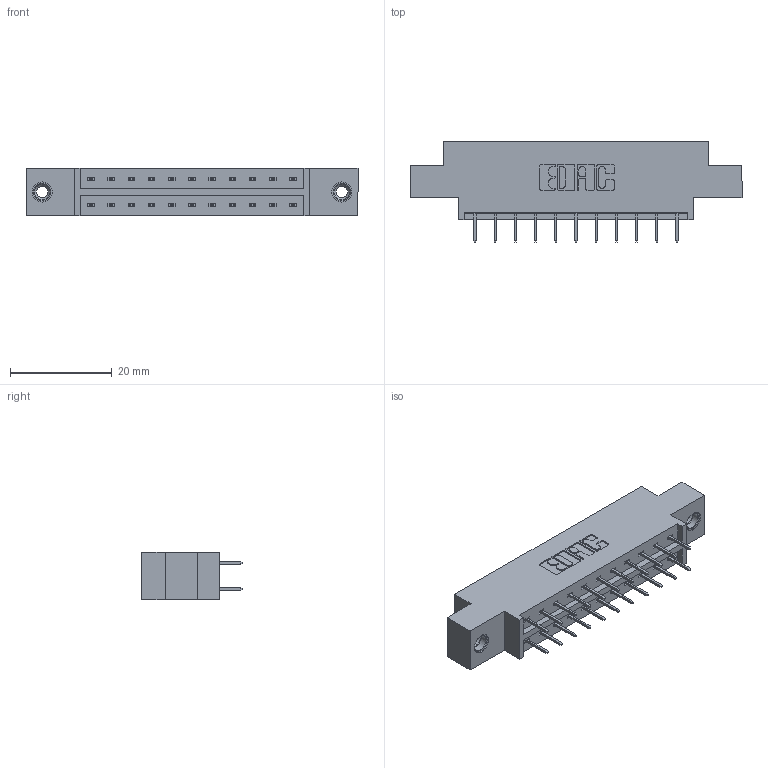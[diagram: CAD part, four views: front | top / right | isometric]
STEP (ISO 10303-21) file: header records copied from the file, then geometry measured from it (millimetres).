
FILE_DESCRIPTION (( 'STEP AP203' ), '1' );
FILE_NAME ('833-022-524-808.STEP', '2020-06-01T16:47:08', ( '' ), ( '' ), 'SwSTEP 2.0', 'SolidWorks 2020', '' );
FILE_SCHEMA (( 'CONFIG_CONTROL_DESIGN' ));
Length unit declared in the file: inch
Products named in the file (4): 833-022-524-808; 833 Part_Offset - .156 Dia - TI; 345-250-001_345-250-003-102; 345-292-001_345-293-124
Assembly tree (25 placements, depth 2):
  833-022-524-808
    833 Part_Offset - .156 Dia - TI
    345-292-001_345-293-124  x22
    345-250-001_345-250-003-102  x2
Bounding box: 65.13 x 19.69 x 9.4 mm (x, y, z)
Volume: 6091.4 mm3; surface area: 7011.2 mm2
Topology: 25 solids, 25 shells, 1410 faces, 3957 edges, 2542 vertices
Faces by surface type: plane 1030, cylinder 364, cone 12, torus 4
Entity records: 12478 total; most frequent: CARTESIAN_POINT 2089, ORIENTED_EDGE 2018, DIRECTION 1871, EDGE_CURVE 1009, VECTOR 865, LINE 865, VERTEX_POINT 664, AXIS2_PLACEMENT_3D 503
